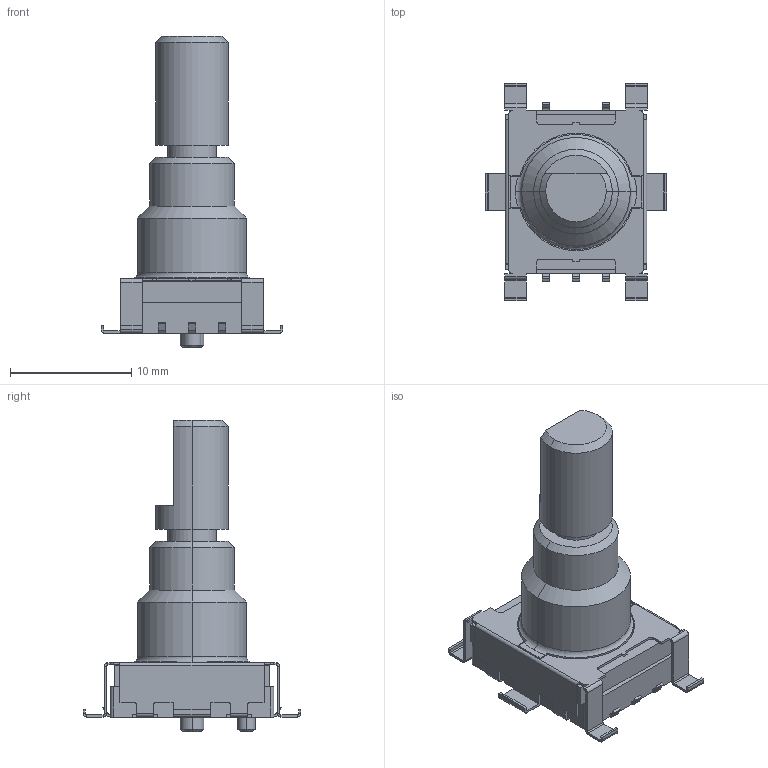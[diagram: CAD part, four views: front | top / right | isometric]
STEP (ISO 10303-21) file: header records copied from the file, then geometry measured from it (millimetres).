
FILE_DESCRIPTION (( 'STEP AP214' ), '1' );
FILE_NAME ('SW-SMD_EC11J1525402-L15.0-W18.0-H24.5-P2.5.step', '2022-07-26T15:06:01', ( '' ), ( '' ), 'SwSTEP 2.0', 'SolidWorks 2020', '' );
FILE_SCHEMA (( 'AUTOMOTIVE_DESIGN' ));
Length unit declared in the file: millimetre
Products named in the file (1): SW-SMD_EC11J1525402-L15.0-W18.0-H24.5-P2.5
Bounding box: 15 x 18 x 25.7 mm (x, y, z)
Volume: 1438.3 mm3; surface area: 1930.4 mm2
Topology: 5 solids, 5 shells, 688 faces, 1767 edges, 1118 vertices
Faces by surface type: plane 469, bspline 112, cylinder 94, cone 11, torus 2
Entity records: 28597 total; most frequent: CARTESIAN_POINT 5696, ORIENTED_EDGE 3534, DIRECTION 2892, EDGE_CURVE 1767, LINE 1328, VECTOR 1328, VERTEX_POINT 1118, AXIS2_PLACEMENT_3D 782
